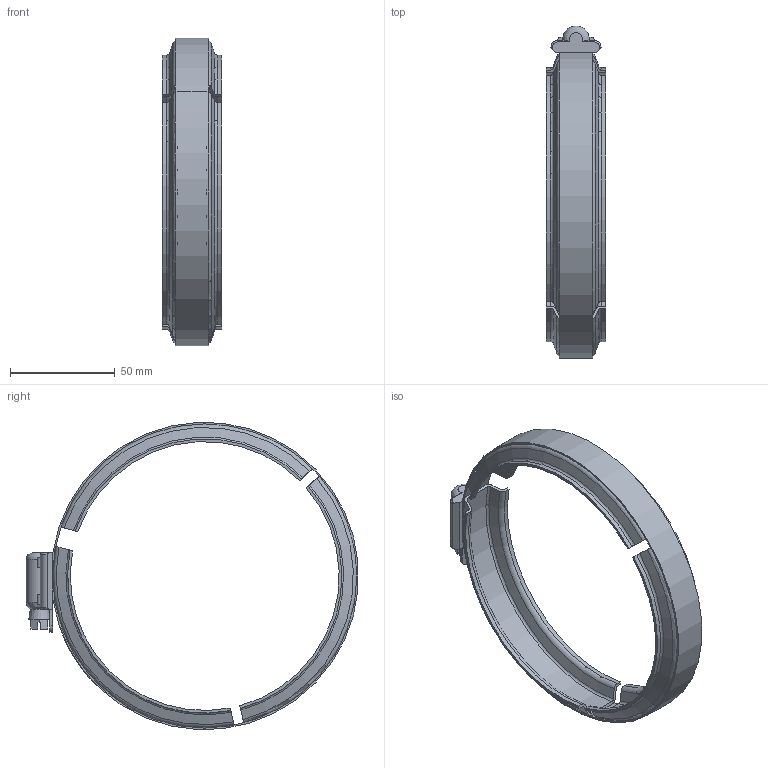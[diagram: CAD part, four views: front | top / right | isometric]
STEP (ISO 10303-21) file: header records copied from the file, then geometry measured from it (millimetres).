
FILE_DESCRIPTION(/* description */ ('4" FC CLAMP'),/* implementation_level */ '2;1');
FILE_NAME(/* name */ 'FC400.stp',/* time_stamp */ '2023-05-03T07:29:58-04:00',/* author */ ('casbury'),/* organization */ (''),/* preprocessor_version */ 'ST-DEVELOPER v18.1',/* originating_system */ 'Autodesk Inventor 2022',/* authorisation */ '');
FILE_SCHEMA (('CONFIG_CONTROL_DESIGN'));
Length unit declared in the file: inch
Products named in the file (1): FC400
Bounding box: 28.19 x 158.27 x 146.42 mm (x, y, z)
Volume: 31167.5 mm3; surface area: 37455 mm2
Topology: 1 solids, 1 shells, 360 faces, 973 edges, 642 vertices
Faces by surface type: bspline 130, plane 128, cylinder 61, torus 28, cone 13
Full cylindrical faces by diameter (mm): 145.034 x1
Entity records: 43111 total; most frequent: CARTESIAN_POINT 35055, ORIENTED_EDGE 1946, DIRECTION 1195, EDGE_CURVE 973, VERTEX_POINT 642, LINE 417, VECTOR 417, EDGE_LOOP 389
